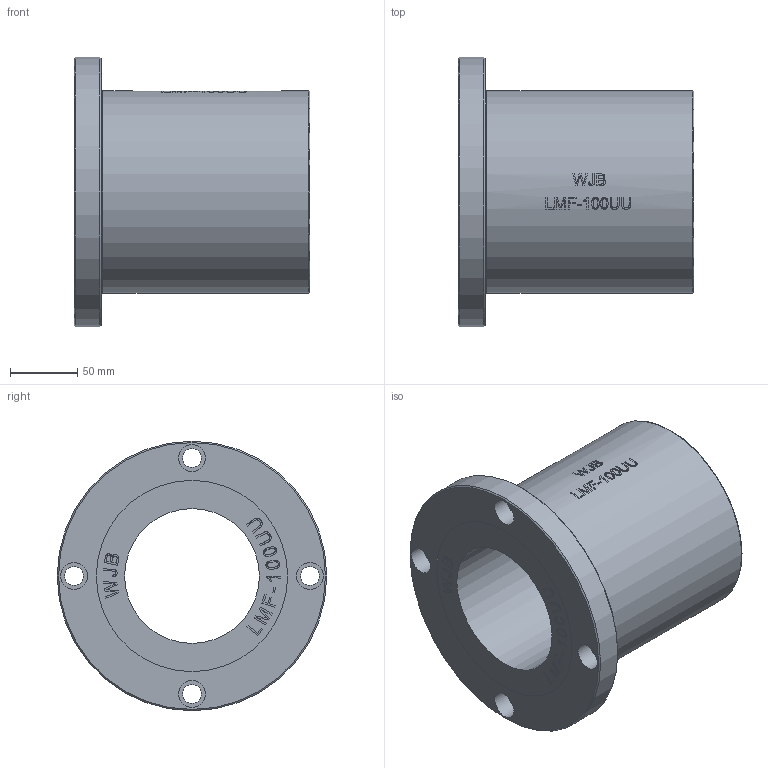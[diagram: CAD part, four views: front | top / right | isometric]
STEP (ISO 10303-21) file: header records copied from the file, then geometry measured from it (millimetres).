
FILE_DESCRIPTION(/* description */ (''),/* implementation_level */ '2;1');
FILE_NAME(/* name */ 'WJB-LMF-100UU-2.stp',/* time_stamp */ '2018-09-06T00:47:48+08:00',/* author */ (''),/* organization */ (''),/* preprocessor_version */ 'ST-DEVELOPER v11',/* originating_system */ 'SIEMENS UGS NX 6.0',/* authorisation */ '');
FILE_SCHEMA (('CONFIG_CONTROL_DESIGN'));
Length unit declared in the file: millimetre
Products named in the file (1): WJB-LMF-100UU
Bounding box: 175 x 200 x 200 mm (x, y, z)
Volume: 1969119.1 mm3; surface area: 190855.5 mm2
Topology: 1 solids, 1 shells, 335 faces, 851 edges, 573 vertices
Faces by surface type: plane 206, extrusion 96, cylinder 29, torus 2, cone 2
Full cylindrical faces by diameter (mm): 14 x4, 20 x4, 100 x1, 142 x2, 150 x1, 200 x1
Entity records: 12499 total; most frequent: CARTESIAN_POINT 4907, ORIENTED_EDGE 1646, DIRECTION 1191, EDGE_CURVE 823, VERTEX_POINT 562, VECTOR 523, LINE 427, EDGE_LOOP 417
